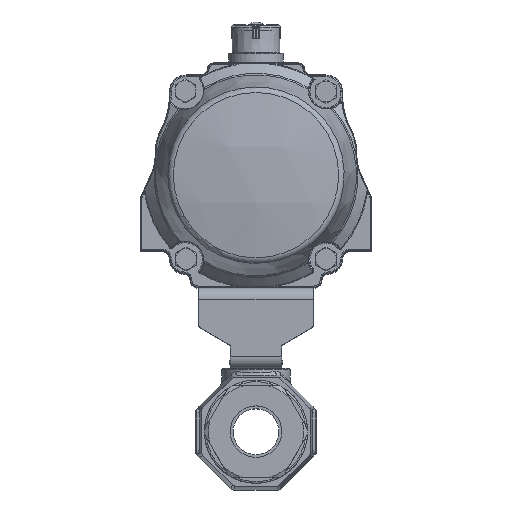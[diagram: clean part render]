
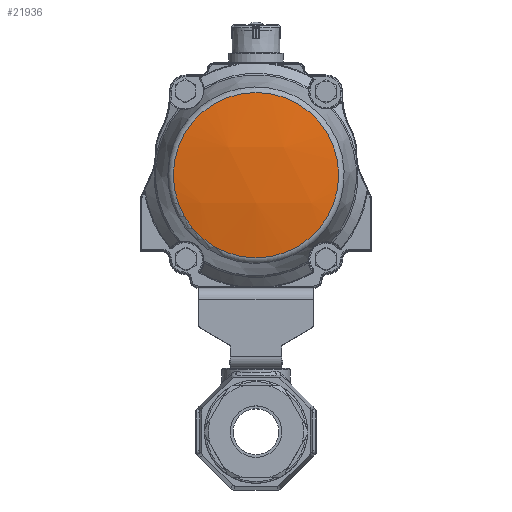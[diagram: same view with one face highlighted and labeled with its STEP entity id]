
A CAD part, top view. The second image highlights one B-rep face of the part: STEP entity #21936.
In plain terms, the highlighted spherical face has radius 420 mm.
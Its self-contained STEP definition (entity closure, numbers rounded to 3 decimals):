
#94=SPHERICAL_SURFACE('',#23985,420.);
#7972=ORIENTED_EDGE('',*,*,#12104,.F.);
#12104=EDGE_CURVE('',#14494,#14494,#15674,.T.);
#14494=VERTEX_POINT('',#38591);
#15674=CIRCLE('',#23986,72.053);
#17076=EDGE_LOOP('',(#7972));
#18612=FACE_BOUND('',#17076,.T.);
#21936=ADVANCED_FACE('',(#18612),#94,.T.);
#23985=AXIS2_PLACEMENT_3D('',#38589,#28653,#28654);
#23986=AXIS2_PLACEMENT_3D('',#38590,#28655,#28656);
#28653=DIRECTION('',(0.,1.,0.));
#28654=DIRECTION('',(1.,0.,0.));
#28655=DIRECTION('',(0.,0.,-1.));
#28656=DIRECTION('',(-1.,0.,0.));
#38589=CARTESIAN_POINT('',(0.,0.,-188.45));
#38590=CARTESIAN_POINT('',(0.,0.,225.323));
#38591=CARTESIAN_POINT('',(-72.053,0.,225.323));
